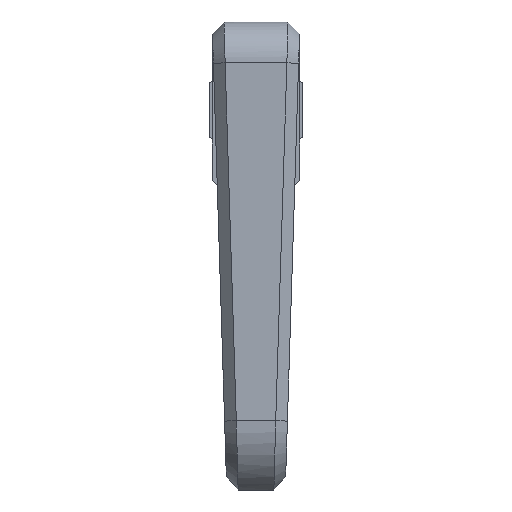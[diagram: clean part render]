
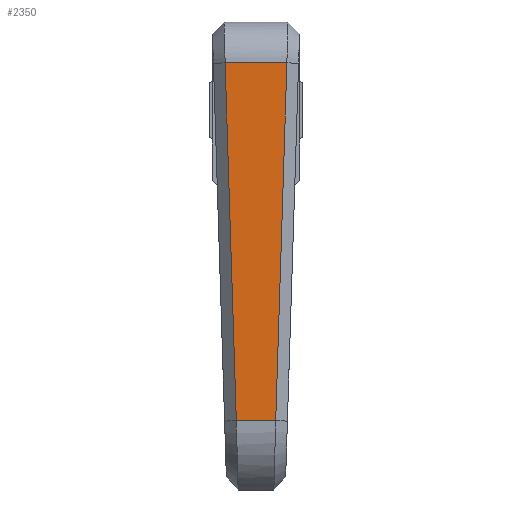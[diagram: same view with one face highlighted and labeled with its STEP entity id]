
A CAD part, top view. The second image highlights one B-rep face of the part: STEP entity #2350.
In plain terms, the highlighted face is planar.
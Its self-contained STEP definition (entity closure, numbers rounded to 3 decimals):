
#68 = EDGE_CURVE ( 'NONE', #2741, #3822, #1967, .T. ) ;
#72 = EDGE_CURVE ( 'NONE', #3822, #3802, #1995, .T. ) ;
#781 = VECTOR ( 'NONE', #1984, 1000. ) ;
#782 = VECTOR ( 'NONE', #1997, 1000. ) ;
#784 = EDGE_CURVE ( 'NONE', #2479, #2741, #1477, .T. ) ;
#1070 = LINE ( 'NONE', #1071, #1799 ) ;
#1071 = CARTESIAN_POINT ( 'NONE',  ( -12.5, 16., -10. ) ) ;
#1072 = DIRECTION ( 'NONE',  ( 0., 0., -1. ) ) ;
#1477 = LINE ( 'NONE', #1478, #3976 ) ;
#1478 = CARTESIAN_POINT ( 'NONE',  ( -12.5, -129.875, -6.002 ) ) ;
#1479 = DIRECTION ( 'NONE',  ( 0., -1., 0.031 ) ) ;
#1799 = VECTOR ( 'NONE', #1072, 1000. ) ;
#1967 = LINE ( 'NONE', #1983, #781 ) ;
#1983 = CARTESIAN_POINT ( 'NONE',  ( -12.5, -106.336, -10. ) ) ;
#1984 = DIRECTION ( 'NONE',  ( 0., 0., 1. ) ) ;
#1995 = LINE ( 'NONE', #1996, #782 ) ;
#1996 = CARTESIAN_POINT ( 'NONE',  ( -12.5, -130.499, 5.982 ) ) ;
#1997 = DIRECTION ( 'NONE',  ( 0., 1., 0.031 ) ) ;
#2350 = ADVANCED_FACE ( 'NONE', ( #4305 ), #3575, .F. ) ;
#2479 = VERTEX_POINT ( 'NONE', #3149 ) ;
#2729 = EDGE_LOOP ( 'NONE', ( #4069, #4071, #4070, #4072 ) ) ;
#2741 = VERTEX_POINT ( 'NONE', #3215 ) ;
#2893 = CARTESIAN_POINT ( 'NONE',  ( -12.5, 16., 10.561 ) ) ;
#2895 = CARTESIAN_POINT ( 'NONE',  ( -12.5, -106.336, 6.738 ) ) ;
#3149 = CARTESIAN_POINT ( 'NONE',  ( -12.5, 16., -10.561 ) ) ;
#3215 = CARTESIAN_POINT ( 'NONE',  ( -12.5, -106.336, -6.738 ) ) ;
#3575 = PLANE ( 'NONE',  #4304 ) ;
#3576 = CARTESIAN_POINT ( 'NONE',  ( -12.5, -130., -10. ) ) ;
#3577 = DIRECTION ( 'NONE',  ( 1., 0., 0. ) ) ;
#3578 = DIRECTION ( 'NONE',  ( 0., 0., -1. ) ) ;
#3802 = VERTEX_POINT ( 'NONE', #2893 ) ;
#3822 = VERTEX_POINT ( 'NONE', #2895 ) ;
#3976 = VECTOR ( 'NONE', #1479, 1000. ) ;
#4069 = ORIENTED_EDGE ( 'NONE', *, *, #4495, .T. ) ;
#4070 = ORIENTED_EDGE ( 'NONE', *, *, #68, .T. ) ;
#4071 = ORIENTED_EDGE ( 'NONE', *, *, #784, .T. ) ;
#4072 = ORIENTED_EDGE ( 'NONE', *, *, #72, .T. ) ;
#4304 = AXIS2_PLACEMENT_3D ( 'NONE', #3576, #3577, #3578 ) ;
#4305 = FACE_OUTER_BOUND ( 'NONE', #2729, .T. ) ;
#4495 = EDGE_CURVE ( 'NONE', #3802, #2479, #1070, .T. ) ;
